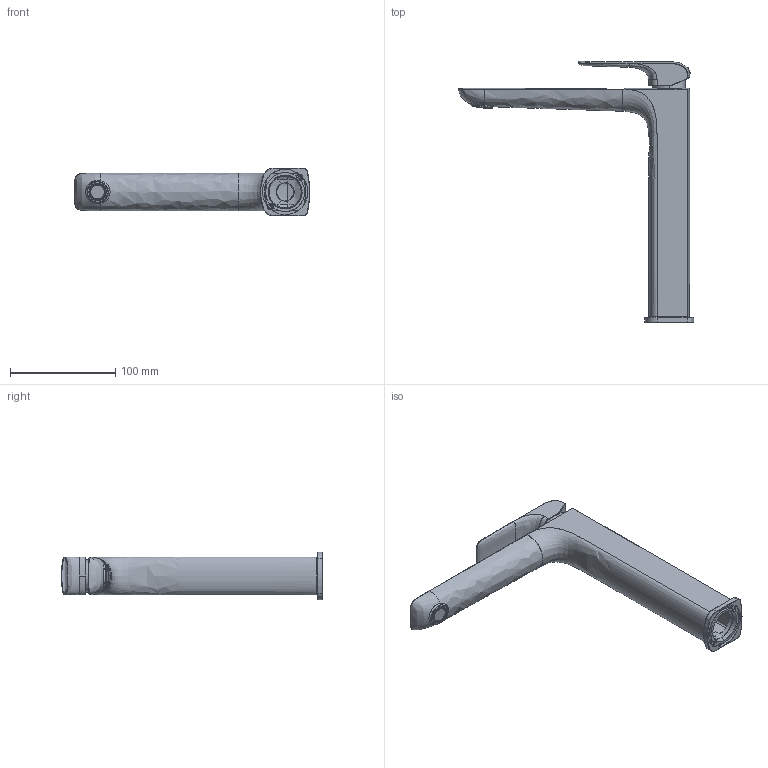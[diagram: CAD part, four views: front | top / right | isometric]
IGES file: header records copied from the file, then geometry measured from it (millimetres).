
Start section: SolidWorks IGES file using analytic representation for surfaces
Global section: file name: MG790_Milli_Glance_Extended_Basin_Mixer.IGS; native system: SolidWorks 2013; preprocessor: SolidWorks 2013; author: MariaD; date: 130919.101434; units: millimetre
Bounding box: 223.2 x 247.9 x 45 mm (x, y, z)
Surface area: 80977.1 mm2 (no closed solid volume)
Topology: 0 solids, 0 shells, 202 faces, 3478 edges, 3477 vertices
Faces by surface type: bspline 116, revolution 86
